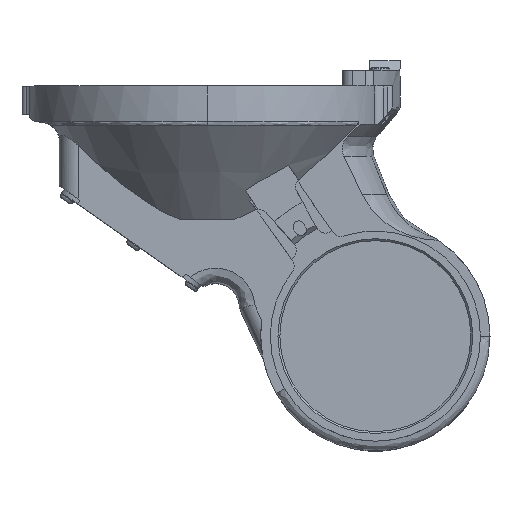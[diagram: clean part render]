
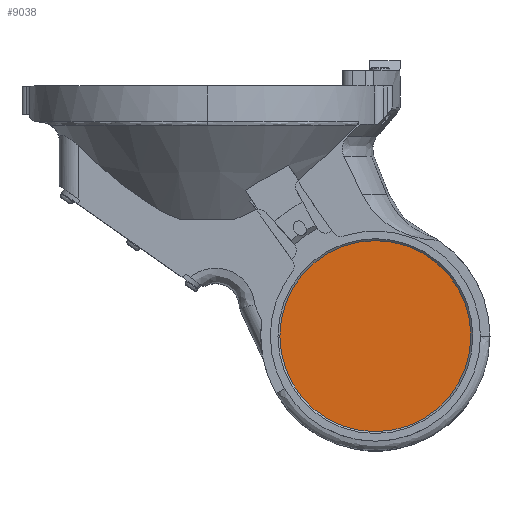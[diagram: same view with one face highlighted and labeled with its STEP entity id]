
A CAD part, top view. The second image highlights one B-rep face of the part: STEP entity #9038.
In plain terms, the highlighted planar face has unit normal (0, 0, 1).
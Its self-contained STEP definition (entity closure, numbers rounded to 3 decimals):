
#650 = CIRCLE ( 'NONE', #7638, 50. ) ;
#823 = FACE_OUTER_BOUND ( 'NONE', #4851, .T. ) ;
#1760 = ORIENTED_EDGE ( 'NONE', *, *, #5485, .T. ) ;
#2260 = VERTEX_POINT ( 'NONE', #3406 ) ;
#3227 = CARTESIAN_POINT ( 'NONE',  ( 0., 0., 53. ) ) ;
#3406 = CARTESIAN_POINT ( 'NONE',  ( -50., 0., 53. ) ) ;
#3456 = VERTEX_POINT ( 'NONE', #6645 ) ;
#3590 = DIRECTION ( 'NONE',  ( 0., 0., -1. ) ) ;
#3676 = ORIENTED_EDGE ( 'NONE', *, *, #4366, .T. ) ;
#3973 = CIRCLE ( 'NONE', #5945, 50. ) ;
#4366 = EDGE_CURVE ( 'NONE', #2260, #3456, #3973, .T. ) ;
#4422 = CARTESIAN_POINT ( 'NONE',  ( 0., 0., 53. ) ) ;
#4851 = EDGE_LOOP ( 'NONE', ( #3676, #1760 ) ) ;
#5448 = DIRECTION ( 'NONE',  ( 0., 0., 1. ) ) ;
#5485 = EDGE_CURVE ( 'NONE', #3456, #2260, #650, .T. ) ;
#5945 = AXIS2_PLACEMENT_3D ( 'NONE', #7946, #8604, #7808 ) ;
#6516 = PLANE ( 'NONE',  #7263 ) ;
#6645 = CARTESIAN_POINT ( 'NONE',  ( 50., 0., 53. ) ) ;
#7263 = AXIS2_PLACEMENT_3D ( 'NONE', #4422, #3590, #7333 ) ;
#7333 = DIRECTION ( 'NONE',  ( 1., 0., 0. ) ) ;
#7638 = AXIS2_PLACEMENT_3D ( 'NONE', #3227, #5448, #7652 ) ;
#7652 = DIRECTION ( 'NONE',  ( -1., 0., 0. ) ) ;
#7808 = DIRECTION ( 'NONE',  ( -1., 0., 0. ) ) ;
#7946 = CARTESIAN_POINT ( 'NONE',  ( 0., 0., 53. ) ) ;
#8604 = DIRECTION ( 'NONE',  ( 0., 0., 1. ) ) ;
#9038 = ADVANCED_FACE ( 'NONE', ( #823 ), #6516, .F. ) ;
